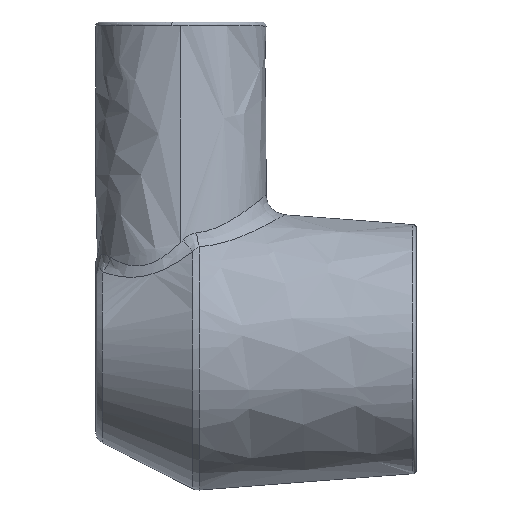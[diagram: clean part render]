
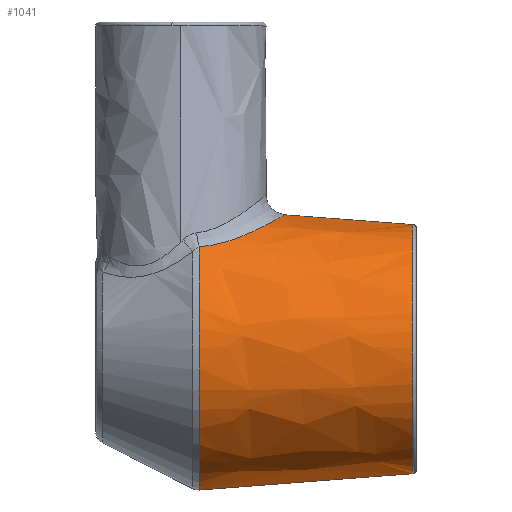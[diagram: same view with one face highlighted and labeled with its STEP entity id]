
A CAD part, left-side view. The second image highlights one B-rep face of the part: STEP entity #1041.
In plain terms, the highlighted free-form (B-spline) face has degree [2, 1] with [5, 2] control points.
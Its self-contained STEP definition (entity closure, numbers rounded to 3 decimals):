
#170 = VERTEX_POINT('',#171);
#171 = CARTESIAN_POINT('',(0.,-19.055,
    -10.949));
#178 = VERTEX_POINT('',#179);
#179 = CARTESIAN_POINT('',(0.,-19.055,10.949));
#967 = EDGE_CURVE('',#170,#968,#970,.T.);
#968 = VERTEX_POINT('',#969);
#969 = CARTESIAN_POINT('',(0.,-0.295,
    -12.381));
#970 = B_SPLINE_CURVE_WITH_KNOTS('',1,(#971,#972),.UNSPECIFIED.,.F.,.F.,
  (2,2),(0.235,13.797),.PIECEWISE_BEZIER_KNOTS.);
#971 = CARTESIAN_POINT('',(0.,-19.055,
    -10.949));
#972 = CARTESIAN_POINT('',(0.,-0.295,
    -12.381));
#983 = VERTEX_POINT('',#984);
#984 = CARTESIAN_POINT('',(0.,-7.794,
    11.809));
#1005 = EDGE_CURVE('',#178,#983,#1006,.T.);
#1006 = B_SPLINE_CURVE_WITH_KNOTS('',1,(#1007,#1008),.UNSPECIFIED.,.F.,
  .F.,(2,2),(0.235,8.376),.PIECEWISE_BEZIER_KNOTS.);
#1007 = CARTESIAN_POINT('',(0.,-19.055,10.949));
#1008 = CARTESIAN_POINT('',(0.,-7.794,11.809));
#1041 = ADVANCED_FACE('',(#1042),#1085,.T.);
#1042 = FACE_BOUND('',#1043,.T.);
#1043 = EDGE_LOOP('',(#1044,#1045,#1053,#1054,#1079));
#1044 = ORIENTED_EDGE('',*,*,#967,.F.);
#1045 = ORIENTED_EDGE('',*,*,#1046,.T.);
#1046 = EDGE_CURVE('',#170,#178,#1047,.T.);
#1047 = ( BOUNDED_CURVE() B_SPLINE_CURVE(2,(#1048,#1049,#1050,#1051,
#1052),.UNSPECIFIED.,.F.,.F.) B_SPLINE_CURVE_WITH_KNOTS((3,2,3),(0.,
1.571,3.142),.PIECEWISE_BEZIER_KNOTS.) CURVE() 
GEOMETRIC_REPRESENTATION_ITEM() RATIONAL_B_SPLINE_CURVE((1.,
0.707,1.,0.707,1.)) REPRESENTATION_ITEM('') );
#1048 = CARTESIAN_POINT('',(0.,-19.055,-10.949));
#1049 = CARTESIAN_POINT('',(-10.949,-19.055,
    -10.949));
#1050 = CARTESIAN_POINT('',(-10.949,-19.055,
    0.));
#1051 = CARTESIAN_POINT('',(-10.949,-19.055,
    10.949));
#1052 = CARTESIAN_POINT('',(0.,-19.055,
    10.949));
#1053 = ORIENTED_EDGE('',*,*,#1005,.T.);
#1054 = ORIENTED_EDGE('',*,*,#1055,.T.);
#1055 = EDGE_CURVE('',#983,#1056,#1058,.T.);
#1056 = VERTEX_POINT('',#1057);
#1057 = CARTESIAN_POINT('',(-8.505,-0.295,8.998
    ));
#1058 = B_SPLINE_CURVE_WITH_KNOTS('',3,(#1059,#1060,#1061,#1062,#1063,
    #1064,#1065,#1066,#1067,#1068,#1069,#1070,#1071,#1072,#1073,#1074,
    #1075,#1076,#1077,#1078),.UNSPECIFIED.,.F.,.F.,(4,2,2,2,2,2,2,2,2,4)
  ,(0.009,0.01,0.011,
    0.011,0.013,0.014,
    0.015,0.016,0.017,
    0.018),.UNSPECIFIED.);
#1059 = CARTESIAN_POINT('',(0.,-7.794,
    11.809));
#1060 = CARTESIAN_POINT('',(-0.524,-7.794,
    11.809));
#1061 = CARTESIAN_POINT('',(-1.044,-7.742,
    11.778));
#1062 = CARTESIAN_POINT('',(-1.817,-7.586,
    11.687));
#1063 = CARTESIAN_POINT('',(-2.073,-7.521,
    11.649));
#1064 = CARTESIAN_POINT('',(-2.571,-7.368,
    11.562));
#1065 = CARTESIAN_POINT('',(-2.813,-7.281,
    11.512));
#1066 = CARTESIAN_POINT('',(-3.525,-6.986,
    11.345));
#1067 = CARTESIAN_POINT('',(-3.98,-6.746,
    11.212));
#1068 = CARTESIAN_POINT('',(-4.834,-6.194,
    10.917));
#1069 = CARTESIAN_POINT('',(-5.23,-5.887,10.757
    ));
#1070 = CARTESIAN_POINT('',(-5.966,-5.211,
    10.427));
#1071 = CARTESIAN_POINT('',(-6.309,-4.84,
    10.254));
#1072 = CARTESIAN_POINT('',(-6.927,-4.055,
    9.92));
#1073 = CARTESIAN_POINT('',(-7.203,-3.641,
    9.759));
#1074 = CARTESIAN_POINT('',(-7.694,-2.763,
    9.463));
#1075 = CARTESIAN_POINT('',(-7.909,-2.297,
    9.328));
#1076 = CARTESIAN_POINT('',(-8.266,-1.321,
    9.114));
#1077 = CARTESIAN_POINT('',(-8.406,-0.817,
    9.036));
#1078 = CARTESIAN_POINT('',(-8.505,-0.295,8.998
    ));
#1079 = ORIENTED_EDGE('',*,*,#1080,.F.);
#1080 = EDGE_CURVE('',#968,#1056,#1081,.T.);
#1081 = ( BOUNDED_CURVE() B_SPLINE_CURVE(2,(#1082,#1083,#1084),
.UNSPECIFIED.,.F.,.F.) B_SPLINE_CURVE_WITH_KNOTS((3,3),(3.142,
5.526),.PIECEWISE_BEZIER_KNOTS.) CURVE() 
GEOMETRIC_REPRESENTATION_ITEM() RATIONAL_B_SPLINE_CURVE((1.,
0.37,1.)) REPRESENTATION_ITEM('') );
#1082 = CARTESIAN_POINT('',(0.,-0.295,
    -12.381));
#1083 = CARTESIAN_POINT('',(-31.121,-0.295,
    -12.381));
#1084 = CARTESIAN_POINT('',(-8.505,-0.295,8.998
    ));
#1085 = ( BOUNDED_SURFACE() B_SPLINE_SURFACE(2,1,(
    (#1086,#1087)
    ,(#1088,#1089)
    ,(#1090,#1091)
    ,(#1092,#1093)
    ,(#1094,#1095
)),.UNSPECIFIED.,.F.,.F.,.F.) B_SPLINE_SURFACE_WITH_KNOTS((3,2,3),(2,2),
  (3.142,4.712,6.283),(0.235,
    13.797),.PIECEWISE_BEZIER_KNOTS.) 
GEOMETRIC_REPRESENTATION_ITEM() RATIONAL_B_SPLINE_SURFACE((
    (1.,1.)
    ,(0.707,0.707)
    ,(1.,1.)
    ,(0.707,0.707)
,(1.,1.))) REPRESENTATION_ITEM('') SURFACE() );
#1086 = CARTESIAN_POINT('',(0.,-19.055,
    -10.949));
#1087 = CARTESIAN_POINT('',(0.,-0.295,
    -12.381));
#1088 = CARTESIAN_POINT('',(-10.949,-19.055,
    -10.949));
#1089 = CARTESIAN_POINT('',(-12.381,-0.295,
    -12.381));
#1090 = CARTESIAN_POINT('',(-10.949,-19.055,
    0.));
#1091 = CARTESIAN_POINT('',(-12.381,-0.295,
    0.));
#1092 = CARTESIAN_POINT('',(-10.949,-19.055,
    10.949));
#1093 = CARTESIAN_POINT('',(-12.381,-0.295,
    12.381));
#1094 = CARTESIAN_POINT('',(0.,-19.055,
    10.949));
#1095 = CARTESIAN_POINT('',(0.,-0.295,
    12.381));
